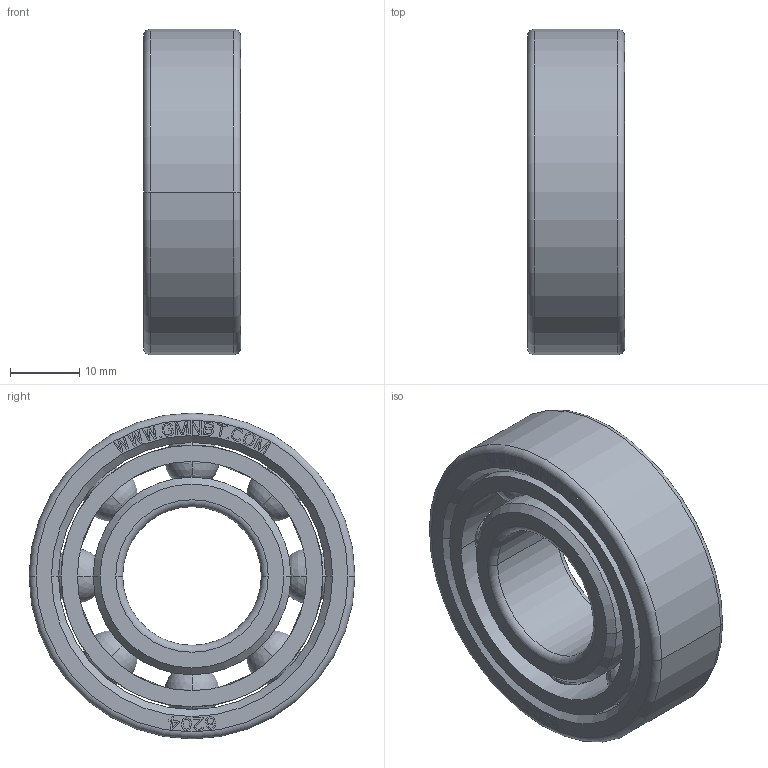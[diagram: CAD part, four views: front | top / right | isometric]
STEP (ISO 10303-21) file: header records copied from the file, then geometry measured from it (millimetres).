
FILE_DESCRIPTION((''),'2;1');
FILE_NAME('6204_PRT','2014-11-17T',('sales 4'),(''),'PRO/ENGINEER BY PARAMETRIC TECHNOLOGY CORPORATION, 2013150','PRO/ENGINEER BY PARAMETRIC TECHNOLOGY CORPORATION, 2013150','');
FILE_SCHEMA(('AUTOMOTIVE_DESIGN { 1 0 10303 214 1 1 1 1 }'));
Length unit declared in the file: millimetre
Products named in the file (1): 6204_PRT
Bounding box: 14.01 x 47 x 47 mm (x, y, z)
Volume: 15549.8 mm3; surface area: 12252.4 mm2
Topology: 11 solids, 11 shells, 501 faces, 1396 edges, 904 vertices
Faces by surface type: plane 433, cylinder 32, sphere 16, torus 12, cone 8
Entity records: 21963 total; most frequent: CARTESIAN_POINT 4761, ORIENTED_EDGE 2728, DIRECTION 2410, PRESENTATION_STYLE_ASSIGNMENT 1398, STYLED_ITEM 1375, CURVE_STYLE 1364, EDGE_CURVE 1364, VECTOR 1256
